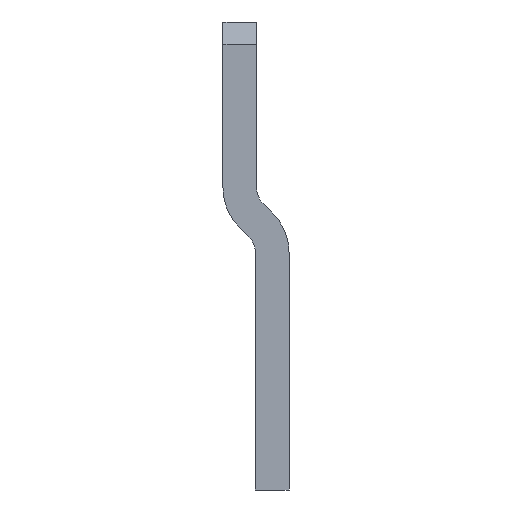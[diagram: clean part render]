
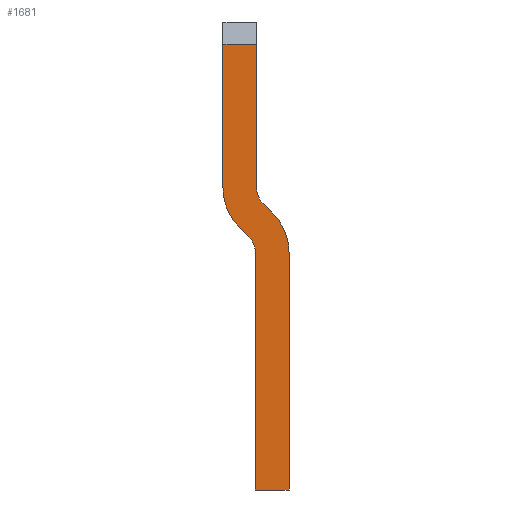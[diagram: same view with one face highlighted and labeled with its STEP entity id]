
A CAD part, left-side view. The second image highlights one B-rep face of the part: STEP entity #1681.
In plain terms, the highlighted planar face has unit normal (-1, 0, 0).
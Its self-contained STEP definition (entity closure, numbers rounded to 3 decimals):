
#1261=AXIS2_PLACEMENT_3D('Circle Axis2P3D',#1259,#1260,$) ;
#1296=AXIS2_PLACEMENT_3D('Circle Axis2P3D',#1294,#1295,$) ;
#1355=AXIS2_PLACEMENT_3D('Circle Axis2P3D',#1353,#1354,$) ;
#1407=AXIS2_PLACEMENT_3D('Circle Axis2P3D',#1405,#1406,$) ;
#1646=AXIS2_PLACEMENT_3D('Plane Axis2P3D',#1643,#1644,#1645) ;
#1212=CARTESIAN_POINT('Vertex',(-36.,12.1,52.)) ;
#1217=CARTESIAN_POINT('Line Origine',(-36.,13.6,52.)) ;
#1221=CARTESIAN_POINT('Vertex',(-36.,15.1,52.)) ;
#1256=CARTESIAN_POINT('Vertex',(-36.,13.564,76.708)) ;
#1259=CARTESIAN_POINT('Axis2P3D Location',(-36.,17.1,73.172)) ;
#1263=CARTESIAN_POINT('Vertex',(-36.,12.1,73.172)) ;
#1291=CARTESIAN_POINT('Vertex',(-36.,16.536,75.436)) ;
#1294=CARTESIAN_POINT('Axis2P3D Location',(-36.,13.,78.972)) ;
#1298=CARTESIAN_POINT('Vertex',(-36.,18.,78.972)) ;
#1319=CARTESIAN_POINT('Vertex',(-36.,14.414,77.557)) ;
#1322=CARTESIAN_POINT('Line Origine',(-36.,13.989,77.132)) ;
#1350=CARTESIAN_POINT('Vertex',(-36.,15.,78.972)) ;
#1353=CARTESIAN_POINT('Axis2P3D Location',(-36.,13.,78.972)) ;
#1371=CARTESIAN_POINT('Vertex',(-36.,15.686,74.586)) ;
#1374=CARTESIAN_POINT('Line Origine',(-36.,16.111,75.011)) ;
#1402=CARTESIAN_POINT('Vertex',(-36.,15.1,73.172)) ;
#1405=CARTESIAN_POINT('Axis2P3D Location',(-36.,17.1,73.172)) ;
#1422=CARTESIAN_POINT('Line Origine',(-36.,15.1,62.586)) ;
#1452=CARTESIAN_POINT('Line Origine',(-36.,12.1,62.586)) ;
#1643=CARTESIAN_POINT('Axis2P3D Location',(-36.,0.,0.)) ;
#1648=CARTESIAN_POINT('Line Origine',(-36.,16.5,91.75)) ;
#1652=CARTESIAN_POINT('Vertex',(-36.,18.,91.75)) ;
#1654=CARTESIAN_POINT('Vertex',(-36.,15.,91.75)) ;
#1657=CARTESIAN_POINT('Line Origine',(-36.,18.,85.361)) ;
#1662=CARTESIAN_POINT('Line Origine',(-36.,15.,85.361)) ;
#1218=DIRECTION('Vector Direction',(0.,-1.,0.)) ;
#1260=DIRECTION('Axis2P3D Direction',(1.,0.,0.)) ;
#1295=DIRECTION('Axis2P3D Direction',(1.,0.,0.)) ;
#1323=DIRECTION('Vector Direction',(0.,0.707,0.707)) ;
#1354=DIRECTION('Axis2P3D Direction',(1.,0.,0.)) ;
#1375=DIRECTION('Vector Direction',(0.,-0.707,-0.707)) ;
#1406=DIRECTION('Axis2P3D Direction',(1.,0.,0.)) ;
#1423=DIRECTION('Vector Direction',(0.,0.,-1.)) ;
#1453=DIRECTION('Vector Direction',(0.,0.,1.)) ;
#1644=DIRECTION('Axis2P3D Direction',(1.,0.,0.)) ;
#1645=DIRECTION('Axis2P3D XDirection',(0.,1.,0.)) ;
#1649=DIRECTION('Vector Direction',(0.,-1.,0.)) ;
#1658=DIRECTION('Vector Direction',(0.,0.,-1.)) ;
#1663=DIRECTION('Vector Direction',(0.,0.,1.)) ;
#1219=VECTOR('Line Direction',#1218,1.) ;
#1324=VECTOR('Line Direction',#1323,1.) ;
#1376=VECTOR('Line Direction',#1375,1.) ;
#1424=VECTOR('Line Direction',#1423,1.) ;
#1454=VECTOR('Line Direction',#1453,1.) ;
#1650=VECTOR('Line Direction',#1649,1.) ;
#1659=VECTOR('Line Direction',#1658,1.) ;
#1664=VECTOR('Line Direction',#1663,1.) ;
#1668=ORIENTED_EDGE('',*,*,#1656,.F.) ;
#1669=ORIENTED_EDGE('',*,*,#1661,.F.) ;
#1670=ORIENTED_EDGE('',*,*,#1300,.F.) ;
#1671=ORIENTED_EDGE('',*,*,#1378,.F.) ;
#1672=ORIENTED_EDGE('',*,*,#1409,.T.) ;
#1673=ORIENTED_EDGE('',*,*,#1426,.F.) ;
#1674=ORIENTED_EDGE('',*,*,#1223,.F.) ;
#1675=ORIENTED_EDGE('',*,*,#1456,.F.) ;
#1676=ORIENTED_EDGE('',*,*,#1265,.F.) ;
#1677=ORIENTED_EDGE('',*,*,#1326,.F.) ;
#1678=ORIENTED_EDGE('',*,*,#1357,.T.) ;
#1679=ORIENTED_EDGE('',*,*,#1666,.F.) ;
#1681=ADVANCED_FACE('Terminali anteriori prolungati EF superiori',(#1680),#1647,.F.) ;
#1262=CIRCLE('generated circle',#1261,5.) ;
#1297=CIRCLE('generated circle',#1296,5.) ;
#1356=CIRCLE('generated circle',#1355,2.) ;
#1408=CIRCLE('generated circle',#1407,2.) ;
#1223=EDGE_CURVE('',#1213,#1222,#1220,.F.) ;
#1265=EDGE_CURVE('',#1257,#1264,#1262,.T.) ;
#1300=EDGE_CURVE('',#1292,#1299,#1297,.T.) ;
#1326=EDGE_CURVE('',#1320,#1257,#1325,.F.) ;
#1357=EDGE_CURVE('',#1320,#1351,#1356,.T.) ;
#1378=EDGE_CURVE('',#1372,#1292,#1377,.F.) ;
#1409=EDGE_CURVE('',#1372,#1403,#1408,.T.) ;
#1426=EDGE_CURVE('',#1222,#1403,#1425,.F.) ;
#1456=EDGE_CURVE('',#1264,#1213,#1455,.F.) ;
#1656=EDGE_CURVE('',#1653,#1655,#1651,.T.) ;
#1661=EDGE_CURVE('',#1299,#1653,#1660,.F.) ;
#1666=EDGE_CURVE('',#1655,#1351,#1665,.F.) ;
#1667=EDGE_LOOP('',(#1668,#1669,#1670,#1671,#1672,#1673,#1674,#1675,#1676,#1677,#1678,#1679)) ;
#1680=FACE_OUTER_BOUND('',#1667,.T.) ;
#1220=LINE('Line',#1217,#1219) ;
#1325=LINE('Line',#1322,#1324) ;
#1377=LINE('Line',#1374,#1376) ;
#1425=LINE('Line',#1422,#1424) ;
#1455=LINE('Line',#1452,#1454) ;
#1651=LINE('Line',#1648,#1650) ;
#1660=LINE('Line',#1657,#1659) ;
#1665=LINE('Line',#1662,#1664) ;
#1647=PLANE('',#1646) ;
#1213=VERTEX_POINT('',#1212) ;
#1222=VERTEX_POINT('',#1221) ;
#1257=VERTEX_POINT('',#1256) ;
#1264=VERTEX_POINT('',#1263) ;
#1292=VERTEX_POINT('',#1291) ;
#1299=VERTEX_POINT('',#1298) ;
#1320=VERTEX_POINT('',#1319) ;
#1351=VERTEX_POINT('',#1350) ;
#1372=VERTEX_POINT('',#1371) ;
#1403=VERTEX_POINT('',#1402) ;
#1653=VERTEX_POINT('',#1652) ;
#1655=VERTEX_POINT('',#1654) ;
